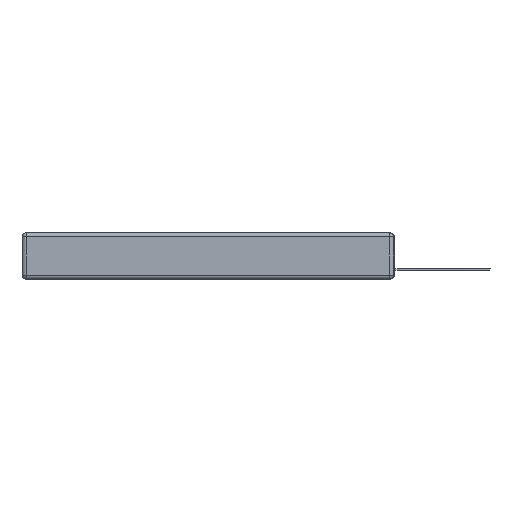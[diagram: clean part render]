
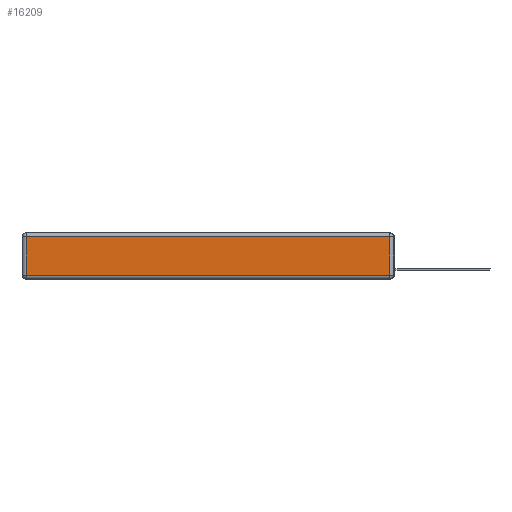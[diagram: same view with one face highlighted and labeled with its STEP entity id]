
A CAD part, left-side view. The second image highlights one B-rep face of the part: STEP entity #16209.
In plain terms, the highlighted planar face has unit normal (-1, 0, 0).
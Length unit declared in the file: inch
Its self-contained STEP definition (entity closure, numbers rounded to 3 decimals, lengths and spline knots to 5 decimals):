
#848 = DIRECTION ( 'NONE',  ( 0., 0., 1. ) ) ;
#2715 = CARTESIAN_POINT ( 'NONE',  ( 0., 2.72, -0.03 ) ) ;
#2891 = VERTEX_POINT ( 'NONE', #5859 ) ;
#2939 = LINE ( 'NONE', #18720, #7075 ) ;
#3847 = ORIENTED_EDGE ( 'NONE', *, *, #19824, .T. ) ;
#3861 = CARTESIAN_POINT ( 'NONE',  ( 0., 0.03, -0.343 ) ) ;
#3917 = AXIS2_PLACEMENT_3D ( 'NONE', #16620, #19951, #848 ) ;
#4088 = DIRECTION ( 'NONE',  ( 0., 0., 1. ) ) ;
#4434 = DIRECTION ( 'NONE',  ( 0., 0., -1. ) ) ;
#4787 = ORIENTED_EDGE ( 'NONE', *, *, #15169, .T. ) ;
#5707 = VECTOR ( 'NONE', #7644, 39.37008 ) ;
#5859 = CARTESIAN_POINT ( 'NONE',  ( 0., 0.03, -0.313 ) ) ;
#6763 = EDGE_CURVE ( 'NONE', #13078, #6986, #2939, .T. ) ;
#6986 = VERTEX_POINT ( 'NONE', #19848 ) ;
#7075 = VECTOR ( 'NONE', #4434, 39.37008 ) ;
#7644 = DIRECTION ( 'NONE',  ( 0., -1., 0. ) ) ;
#7786 = VECTOR ( 'NONE', #4088, 39.37008 ) ;
#8206 = EDGE_CURVE ( 'NONE', #2891, #18645, #8993, .T. ) ;
#8223 = CARTESIAN_POINT ( 'NONE',  ( 0., 0.03, -0.03 ) ) ;
#8575 = CARTESIAN_POINT ( 'NONE',  ( 0., 2.75, -0.03 ) ) ;
#8993 = LINE ( 'NONE', #3861, #7786 ) ;
#9140 = LINE ( 'NONE', #16230, #5707 ) ;
#9419 = FACE_OUTER_BOUND ( 'NONE', #12264, .T. ) ;
#10905 = ORIENTED_EDGE ( 'NONE', *, *, #8206, .T. ) ;
#12264 = EDGE_LOOP ( 'NONE', ( #4787, #10905, #3847, #18888 ) ) ;
#13078 = VERTEX_POINT ( 'NONE', #2715 ) ;
#15169 = EDGE_CURVE ( 'NONE', #6986, #2891, #9140, .T. ) ;
#16030 = VECTOR ( 'NONE', #20593, 39.37008 ) ;
#16209 = ADVANCED_FACE ( 'NONE', ( #9419 ), #21564, .T. ) ;
#16230 = CARTESIAN_POINT ( 'NONE',  ( 0., 0., -0.313 ) ) ;
#16620 = CARTESIAN_POINT ( 'NONE',  ( 0., 0., -0.343 ) ) ;
#17262 = LINE ( 'NONE', #8575, #16030 ) ;
#18645 = VERTEX_POINT ( 'NONE', #8223 ) ;
#18720 = CARTESIAN_POINT ( 'NONE',  ( 0., 2.72, -0.343 ) ) ;
#18888 = ORIENTED_EDGE ( 'NONE', *, *, #6763, .T. ) ;
#19824 = EDGE_CURVE ( 'NONE', #18645, #13078, #17262, .T. ) ;
#19848 = CARTESIAN_POINT ( 'NONE',  ( 0., 2.72, -0.313 ) ) ;
#19951 = DIRECTION ( 'NONE',  ( -1., 0., 0. ) ) ;
#20593 = DIRECTION ( 'NONE',  ( 0., 1., 0. ) ) ;
#21564 = PLANE ( 'NONE',  #3917 ) ;
